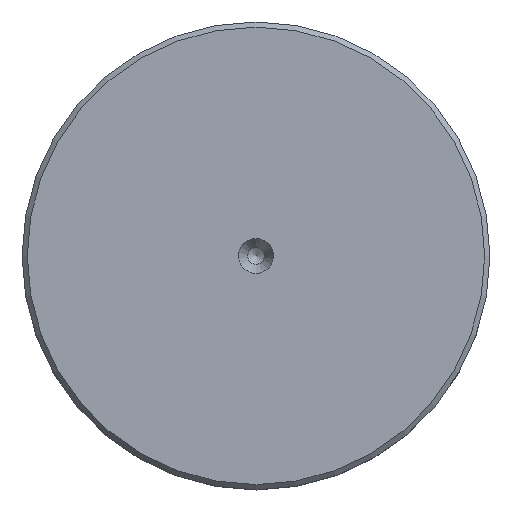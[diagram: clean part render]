
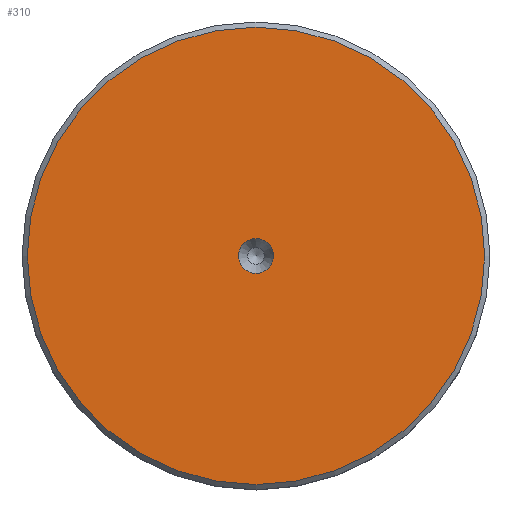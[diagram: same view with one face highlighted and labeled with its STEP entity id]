
A CAD part, top view. The second image highlights one B-rep face of the part: STEP entity #310.
In plain terms, the highlighted planar face has unit normal (0, 0, 1).
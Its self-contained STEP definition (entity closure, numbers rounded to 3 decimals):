
#46=ORIENTED_EDGE('',*,*,#102,.T.);
#47=ORIENTED_EDGE('',*,*,#103,.T.);
#102=EDGE_CURVE('',#130,#130,#161,.T.);
#103=EDGE_CURVE('',#131,#131,#162,.T.);
#130=VERTEX_POINT('',#528);
#131=VERTEX_POINT('',#530);
#161=CIRCLE('',#353,22.);
#162=CIRCLE('',#354,1.675);
#189=EDGE_LOOP('',(#46));
#190=EDGE_LOOP('',(#47));
#245=FACE_BOUND('',#189,.T.);
#246=FACE_BOUND('',#190,.T.);
#304=PLANE('',#352);
#310=ADVANCED_FACE('',(#245,#246),#304,.T.);
#352=AXIS2_PLACEMENT_3D('',#526,#411,#412);
#353=AXIS2_PLACEMENT_3D('',#527,#413,#414);
#354=AXIS2_PLACEMENT_3D('',#529,#415,#416);
#411=DIRECTION('',(0.,0.,1.));
#412=DIRECTION('',(1.,0.,0.));
#413=DIRECTION('',(0.,0.,1.));
#414=DIRECTION('',(1.,0.,0.));
#415=DIRECTION('',(0.,0.,-1.));
#416=DIRECTION('',(0.,1.,0.));
#526=CARTESIAN_POINT('',(0.,0.,0.5));
#527=CARTESIAN_POINT('',(0.,0.,0.5));
#528=CARTESIAN_POINT('',(22.,0.,0.5));
#529=CARTESIAN_POINT('',(0.,0.,0.5));
#530=CARTESIAN_POINT('',(0.,1.675,0.5));
